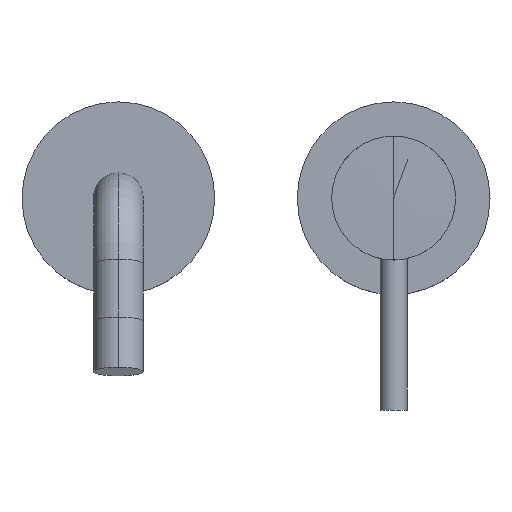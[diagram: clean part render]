
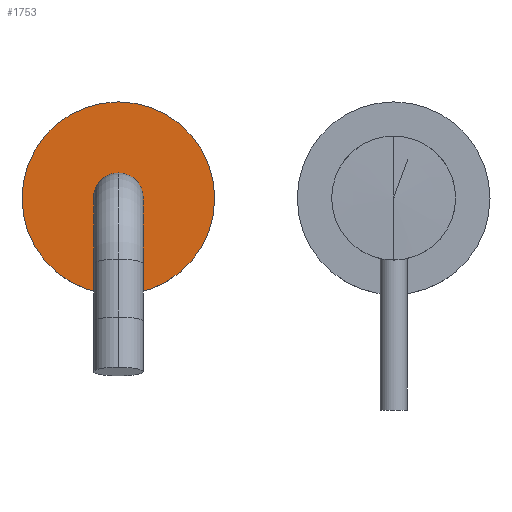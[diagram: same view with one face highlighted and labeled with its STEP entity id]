
A CAD part, top view. The second image highlights one B-rep face of the part: STEP entity #1753.
In plain terms, the highlighted planar face has unit normal (0, 0, 1).
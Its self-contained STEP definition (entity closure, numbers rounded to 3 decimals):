
#1682=CARTESIAN_POINT('',(-100.,0.,54.));
#1683=DIRECTION('',(0.,0.,1.));
#1684=DIRECTION('',(-1.,0.,0.));
#1685=AXIS2_PLACEMENT_3D('',#1682,#1683,#1684);
#1687=CARTESIAN_POINT('',(-100.,0.,54.));
#1688=DIRECTION('',(0.,0.,-1.));
#1689=DIRECTION('',(-1.,0.,0.));
#1690=AXIS2_PLACEMENT_3D('',#1687,#1688,#1689);
#1693=CARTESIAN_POINT('',(-135.,0.,54.));
#1695=VERTEX_POINT('',#1693);
#1697=CARTESIAN_POINT('',(-65.,0.,54.));
#1699=VERTEX_POINT('',#1697);
#1744=CARTESIAN_POINT('',(-100.,0.,54.));
#1745=DIRECTION('',(0.,0.,-1.));
#1746=DIRECTION('',(1.,0.,0.));
#1747=AXIS2_PLACEMENT_3D('',#1744,#1745,#1746);
#1748=PLANE('',#1747);
#1749=ORIENTED_EDGE('',*,*,#1729,.F.);
#1750=ORIENTED_EDGE('',*,*,#1711,.T.);
#1751=EDGE_LOOP('',(#1749,#1750));
#1752=FACE_OUTER_BOUND('',#1751,.F.);
#1753=ADVANCED_FACE('',(#1752),#1748,.F.);
#1686=CIRCLE('',#1685,35.);
#1691=CIRCLE('',#1690,35.);
#1711=EDGE_CURVE('',#1695,#1699,#1691,.T.);
#1729=EDGE_CURVE('',#1695,#1699,#1686,.T.);
